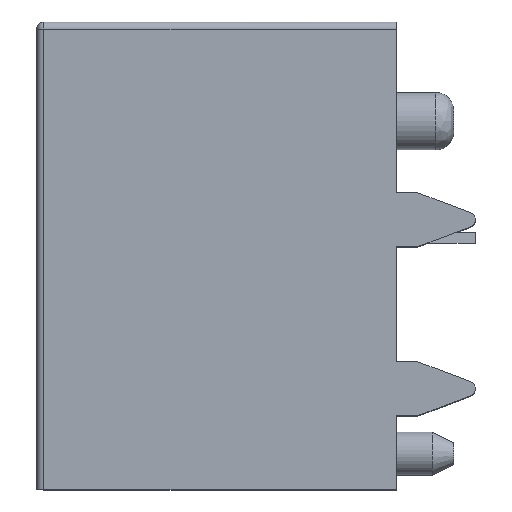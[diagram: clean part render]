
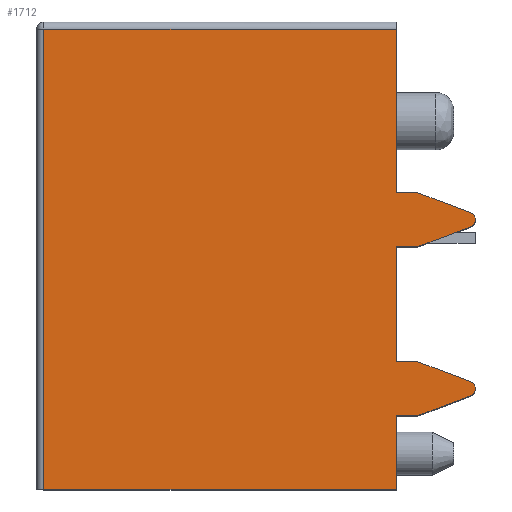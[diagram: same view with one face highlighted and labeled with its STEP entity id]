
A CAD part, top view. The second image highlights one B-rep face of the part: STEP entity #1712.
In plain terms, the highlighted planar face has unit normal (0, 0, 1).
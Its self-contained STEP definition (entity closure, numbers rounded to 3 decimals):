
#306=DIRECTION('',(-1.,0.,0.));
#307=VECTOR('',#306,9.8);
#308=CARTESIAN_POINT('',(5.,6.3,5.));
#309=LINE('',#308,#307);
#314=CARTESIAN_POINT('',(7.,0.989,5.));
#315=DIRECTION('',(0.,0.,-1.));
#316=DIRECTION('',(1.,0.,0.));
#317=AXIS2_PLACEMENT_3D('',#314,#315,#316);
#319=DIRECTION('',(-0.936,-0.351,0.));
#320=VECTOR('',#319,1.57);
#321=CARTESIAN_POINT('',(7.07,0.801,5.));
#322=LINE('',#321,#320);
#323=DIRECTION('',(-1.,0.,0.));
#324=VECTOR('',#323,0.6);
#325=CARTESIAN_POINT('',(5.6,0.25,5.));
#326=LINE('',#325,#324);
#327=DIRECTION('',(0.,-1.,0.));
#328=VECTOR('',#327,3.2);
#329=CARTESIAN_POINT('',(5.,0.25,5.));
#330=LINE('',#329,#328);
#331=DIRECTION('',(0.936,-0.351,0.));
#332=VECTOR('',#331,1.57);
#333=CARTESIAN_POINT('',(5.6,-2.95,5.));
#334=LINE('',#333,#332);
#335=CARTESIAN_POINT('',(7.,-3.689,5.));
#336=DIRECTION('',(0.,0.,-1.));
#337=DIRECTION('',(0.351,0.936,0.));
#338=AXIS2_PLACEMENT_3D('',#335,#336,#337);
#340=CARTESIAN_POINT('',(7.,-3.711,5.));
#341=DIRECTION('',(0.,0.,-1.));
#342=DIRECTION('',(1.,0.,0.));
#343=AXIS2_PLACEMENT_3D('',#340,#341,#342);
#345=DIRECTION('',(-0.936,-0.351,0.));
#346=VECTOR('',#345,1.57);
#347=CARTESIAN_POINT('',(7.07,-3.899,5.));
#348=LINE('',#347,#346);
#349=DIRECTION('',(-1.,0.,0.));
#350=VECTOR('',#349,0.6);
#351=CARTESIAN_POINT('',(5.6,-4.45,5.));
#352=LINE('',#351,#350);
#353=DIRECTION('',(0.,-1.,0.));
#354=VECTOR('',#353,2.05);
#355=CARTESIAN_POINT('',(5.,-4.45,5.));
#356=LINE('',#355,#354);
#357=DIRECTION('',(-1.,0.,0.));
#358=VECTOR('',#357,9.8);
#359=CARTESIAN_POINT('',(5.,-6.5,5.));
#360=LINE('',#359,#358);
#361=DIRECTION('',(0.,-1.,0.));
#362=VECTOR('',#361,4.55);
#363=CARTESIAN_POINT('',(5.,6.3,5.));
#364=LINE('',#363,#362);
#365=DIRECTION('',(0.936,-0.351,0.));
#366=VECTOR('',#365,1.57);
#367=CARTESIAN_POINT('',(5.6,1.75,5.));
#368=LINE('',#367,#366);
#369=CARTESIAN_POINT('',(7.,1.011,5.));
#370=DIRECTION('',(0.,0.,-1.));
#371=DIRECTION('',(0.351,0.936,0.));
#372=AXIS2_PLACEMENT_3D('',#369,#370,#371);
#408=DIRECTION('',(0.,1.,0.));
#409=VECTOR('',#408,0.023);
#410=CARTESIAN_POINT('',(7.2,0.989,5.));
#411=LINE('',#410,#409);
#428=DIRECTION('',(-1.,0.,0.));
#429=VECTOR('',#428,0.6);
#430=CARTESIAN_POINT('',(5.6,1.75,5.));
#431=LINE('',#430,#429);
#444=DIRECTION('',(-1.,0.,0.));
#445=VECTOR('',#444,0.6);
#446=CARTESIAN_POINT('',(5.6,-2.95,5.));
#447=LINE('',#446,#445);
#506=DIRECTION('',(0.,1.,0.));
#507=VECTOR('',#506,0.023);
#508=CARTESIAN_POINT('',(7.2,-3.711,5.));
#509=LINE('',#508,#507);
#518=DIRECTION('',(0.,-1.,0.));
#519=VECTOR('',#518,12.8);
#520=CARTESIAN_POINT('',(-4.8,6.3,5.));
#521=LINE('',#520,#519);
#943=CARTESIAN_POINT('',(7.07,1.199,5.));
#945=VERTEX_POINT('',#943);
#947=CARTESIAN_POINT('',(5.6,1.75,5.));
#948=VERTEX_POINT('',#947);
#951=CARTESIAN_POINT('',(7.2,1.011,5.));
#952=VERTEX_POINT('',#951);
#955=CARTESIAN_POINT('',(7.2,0.989,5.));
#956=CARTESIAN_POINT('',(7.07,0.801,5.));
#957=VERTEX_POINT('',#955);
#958=VERTEX_POINT('',#956);
#959=CARTESIAN_POINT('',(5.6,0.25,5.));
#960=VERTEX_POINT('',#959);
#961=CARTESIAN_POINT('',(5.,0.25,5.));
#962=VERTEX_POINT('',#961);
#963=CARTESIAN_POINT('',(5.,-2.95,5.));
#964=VERTEX_POINT('',#963);
#965=CARTESIAN_POINT('',(5.6,-2.95,5.));
#966=VERTEX_POINT('',#965);
#967=CARTESIAN_POINT('',(7.07,-3.501,5.));
#968=VERTEX_POINT('',#967);
#969=CARTESIAN_POINT('',(7.2,-3.689,5.));
#970=VERTEX_POINT('',#969);
#971=CARTESIAN_POINT('',(7.2,-3.711,5.));
#972=VERTEX_POINT('',#971);
#973=CARTESIAN_POINT('',(7.07,-3.899,5.));
#974=VERTEX_POINT('',#973);
#975=CARTESIAN_POINT('',(5.6,-4.45,5.));
#976=VERTEX_POINT('',#975);
#977=CARTESIAN_POINT('',(5.,-4.45,5.));
#978=VERTEX_POINT('',#977);
#979=CARTESIAN_POINT('',(5.,-6.5,5.));
#980=VERTEX_POINT('',#979);
#981=CARTESIAN_POINT('',(-4.8,-6.5,5.));
#982=VERTEX_POINT('',#981);
#983=CARTESIAN_POINT('',(-4.8,6.3,5.));
#984=VERTEX_POINT('',#983);
#985=CARTESIAN_POINT('',(5.,6.3,5.));
#986=VERTEX_POINT('',#985);
#987=CARTESIAN_POINT('',(5.,1.75,5.));
#988=VERTEX_POINT('',#987);
#1670=CARTESIAN_POINT('',(-5.,-6.5,5.));
#1671=DIRECTION('',(0.,0.,1.));
#1672=DIRECTION('',(1.,0.,0.));
#1673=AXIS2_PLACEMENT_3D('',#1670,#1671,#1672);
#1674=PLANE('',#1673);
#1676=ORIENTED_EDGE('',*,*,#1675,.T.);
#1678=ORIENTED_EDGE('',*,*,#1677,.T.);
#1680=ORIENTED_EDGE('',*,*,#1679,.T.);
#1681=ORIENTED_EDGE('',*,*,#1593,.T.);
#1683=ORIENTED_EDGE('',*,*,#1682,.F.);
#1685=ORIENTED_EDGE('',*,*,#1684,.T.);
#1687=ORIENTED_EDGE('',*,*,#1686,.T.);
#1689=ORIENTED_EDGE('',*,*,#1688,.F.);
#1691=ORIENTED_EDGE('',*,*,#1690,.T.);
#1693=ORIENTED_EDGE('',*,*,#1692,.T.);
#1695=ORIENTED_EDGE('',*,*,#1694,.T.);
#1696=ORIENTED_EDGE('',*,*,#1585,.T.);
#1697=ORIENTED_EDGE('',*,*,#1428,.T.);
#1699=ORIENTED_EDGE('',*,*,#1698,.F.);
#1700=ORIENTED_EDGE('',*,*,#1660,.F.);
#1701=ORIENTED_EDGE('',*,*,#1601,.T.);
#1703=ORIENTED_EDGE('',*,*,#1702,.F.);
#1705=ORIENTED_EDGE('',*,*,#1704,.T.);
#1707=ORIENTED_EDGE('',*,*,#1706,.T.);
#1709=ORIENTED_EDGE('',*,*,#1708,.F.);
#1710=EDGE_LOOP('',(#1676,#1678,#1680,#1681,#1683,#1685,#1687,#1689,#1691,#1693,
#1695,#1696,#1697,#1699,#1700,#1701,#1703,#1705,#1707,#1709));
#1711=FACE_OUTER_BOUND('',#1710,.F.);
#1712=ADVANCED_FACE('',(#1711),#1674,.T.);
#318=CIRCLE('',#317,0.2);
#339=CIRCLE('',#338,0.2);
#344=CIRCLE('',#343,0.2);
#373=CIRCLE('',#372,0.2);
#1428=EDGE_CURVE('',#980,#982,#360,.T.);
#1585=EDGE_CURVE('',#978,#980,#356,.T.);
#1593=EDGE_CURVE('',#962,#964,#330,.T.);
#1601=EDGE_CURVE('',#986,#988,#364,.T.);
#1660=EDGE_CURVE('',#986,#984,#309,.T.);
#1675=EDGE_CURVE('',#957,#958,#318,.T.);
#1677=EDGE_CURVE('',#958,#960,#322,.T.);
#1679=EDGE_CURVE('',#960,#962,#326,.T.);
#1682=EDGE_CURVE('',#966,#964,#447,.T.);
#1684=EDGE_CURVE('',#966,#968,#334,.T.);
#1686=EDGE_CURVE('',#968,#970,#339,.T.);
#1688=EDGE_CURVE('',#972,#970,#509,.T.);
#1690=EDGE_CURVE('',#972,#974,#344,.T.);
#1692=EDGE_CURVE('',#974,#976,#348,.T.);
#1694=EDGE_CURVE('',#976,#978,#352,.T.);
#1698=EDGE_CURVE('',#984,#982,#521,.T.);
#1702=EDGE_CURVE('',#948,#988,#431,.T.);
#1704=EDGE_CURVE('',#948,#945,#368,.T.);
#1706=EDGE_CURVE('',#945,#952,#373,.T.);
#1708=EDGE_CURVE('',#957,#952,#411,.T.);
